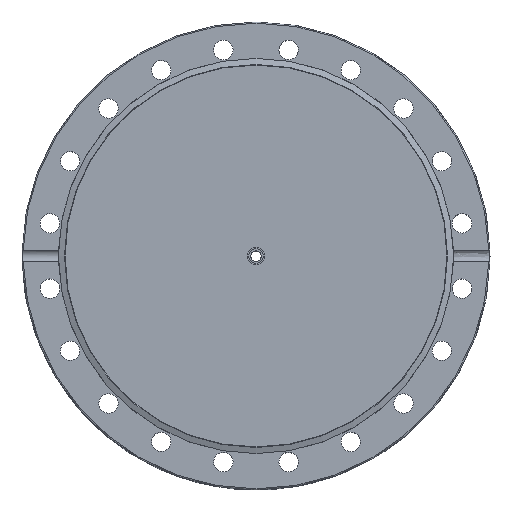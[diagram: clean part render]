
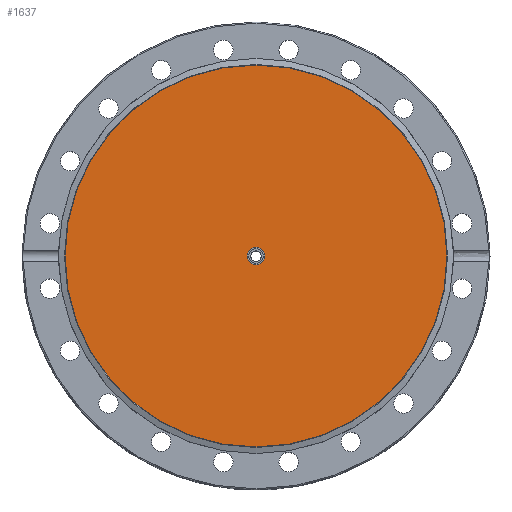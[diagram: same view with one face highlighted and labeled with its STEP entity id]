
A CAD part, top view. The second image highlights one B-rep face of the part: STEP entity #1637.
In plain terms, the highlighted planar face has unit normal (0, 0, 1).
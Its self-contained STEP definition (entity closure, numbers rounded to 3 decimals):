
#123=CARTESIAN_POINT('',(-3.8,0.,20.8));
#124=VERTEX_POINT('',#123);
#125=CARTESIAN_POINT('',(0.,0.,20.8));
#126=DIRECTION('',(0.0,0.0,-1.0));
#127=DIRECTION('',(1.0,0.0,0.0));
#128=AXIS2_PLACEMENT_3D('',#125,#126,#127);
#129=CIRCLE('',#128,3.8);
#130=EDGE_CURVE('',#124,#124,#129,.T.);
#1611=CARTESIAN_POINT('',(0.0,-82.832,20.8));
#1612=VERTEX_POINT('',#1611);
#1613=CARTESIAN_POINT('',(0.0,0.,20.8));
#1614=DIRECTION('',(0.0,0.0,-1.0));
#1615=DIRECTION('',(0.0,-1.0,0.0));
#1616=AXIS2_PLACEMENT_3D('',#1613,#1614,#1615);
#1617=CIRCLE('',#1616,82.832);
#1618=EDGE_CURVE('',#1612,#1612,#1617,.T.);
#1626=CARTESIAN_POINT('',(0.0,-41.416,20.8));
#1627=DIRECTION('',(0.0,0.0,-1.0));
#1628=DIRECTION('',(-1.0,0.0,0.0));
#1629=AXIS2_PLACEMENT_3D('',#1626,#1627,#1628);
#1630=PLANE('',#1629);
#1631=ORIENTED_EDGE('',*,*,#1618,.F.);
#1632=EDGE_LOOP('',(#1631));
#1633=FACE_OUTER_BOUND('',#1632,.T.);
#1634=ORIENTED_EDGE('',*,*,#130,.T.);
#1635=EDGE_LOOP('',(#1634));
#1636=FACE_BOUND('',#1635,.T.);
#1637=ADVANCED_FACE('',(#1633,#1636),#1630,.F.);
